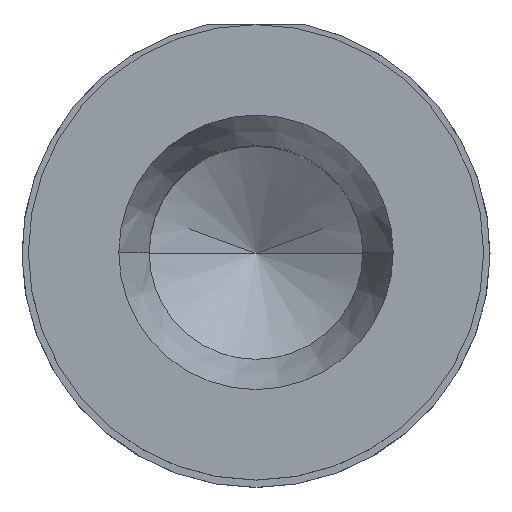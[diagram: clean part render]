
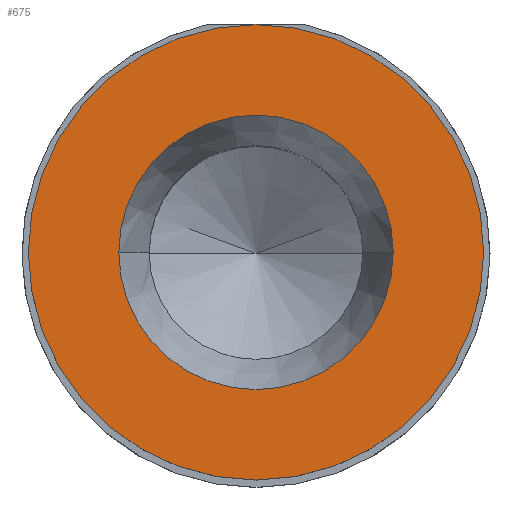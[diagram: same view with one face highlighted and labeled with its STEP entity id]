
A CAD part, top view. The second image highlights one B-rep face of the part: STEP entity #675.
In plain terms, the highlighted planar face has unit normal (0, 0, 1).
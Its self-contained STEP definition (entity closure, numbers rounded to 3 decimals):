
#206=CARTESIAN_POINT('',(0.,0.,23.477));
#207=DIRECTION('',(0.,0.,1.));
#208=DIRECTION('',(-1.,0.,0.));
#209=AXIS2_PLACEMENT_3D('',#206,#207,#208);
#211=CARTESIAN_POINT('',(0.,0.,23.477));
#212=DIRECTION('',(0.,0.,-1.));
#213=DIRECTION('',(-1.,0.,0.));
#214=AXIS2_PLACEMENT_3D('',#211,#212,#213);
#216=CARTESIAN_POINT('',(0.,0.,23.477));
#217=DIRECTION('',(0.,0.,-1.));
#218=DIRECTION('',(-1.,0.,0.));
#219=AXIS2_PLACEMENT_3D('',#216,#217,#218);
#229=CARTESIAN_POINT('',(0.,0.,23.477));
#230=DIRECTION('',(0.,0.,1.));
#231=DIRECTION('',(-1.,0.,0.));
#232=AXIS2_PLACEMENT_3D('',#229,#230,#231);
#346=CARTESIAN_POINT('',(-9.,0.,23.477));
#347=VERTEX_POINT('',#346);
#348=CARTESIAN_POINT('',(-5.425,0.,23.477));
#350=VERTEX_POINT('',#348);
#370=CARTESIAN_POINT('',(9.,0.,23.477));
#371=VERTEX_POINT('',#370);
#372=CARTESIAN_POINT('',(5.425,0.,23.477));
#374=VERTEX_POINT('',#372);
#660=CARTESIAN_POINT('',(0.,0.,23.477));
#661=DIRECTION('',(0.,0.,-1.));
#662=DIRECTION('',(1.,0.,0.));
#663=AXIS2_PLACEMENT_3D('',#660,#661,#662);
#664=PLANE('',#663);
#665=ORIENTED_EDGE('',*,*,#653,.F.);
#666=ORIENTED_EDGE('',*,*,#642,.T.);
#667=EDGE_LOOP('',(#665,#666));
#668=FACE_OUTER_BOUND('',#667,.F.);
#670=ORIENTED_EDGE('',*,*,#669,.F.);
#672=ORIENTED_EDGE('',*,*,#671,.T.);
#673=EDGE_LOOP('',(#670,#672));
#674=FACE_BOUND('',#673,.F.);
#675=ADVANCED_FACE('',(#668,#674),#664,.F.);
#210=CIRCLE('',#209,9.);
#215=CIRCLE('',#214,9.);
#220=CIRCLE('',#219,5.425);
#233=CIRCLE('',#232,5.425);
#642=EDGE_CURVE('',#347,#371,#215,.T.);
#653=EDGE_CURVE('',#347,#371,#210,.T.);
#669=EDGE_CURVE('',#350,#374,#220,.T.);
#671=EDGE_CURVE('',#350,#374,#233,.T.);
